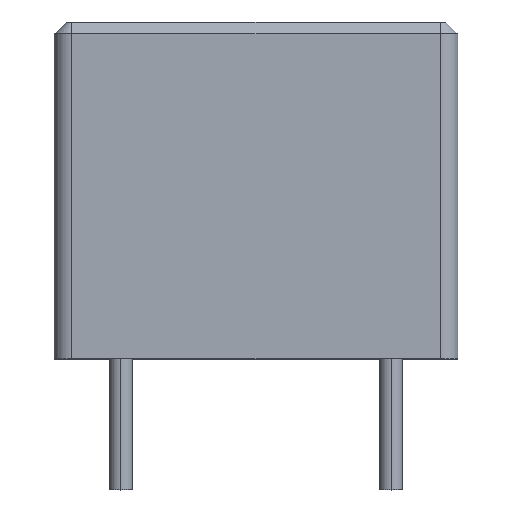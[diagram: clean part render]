
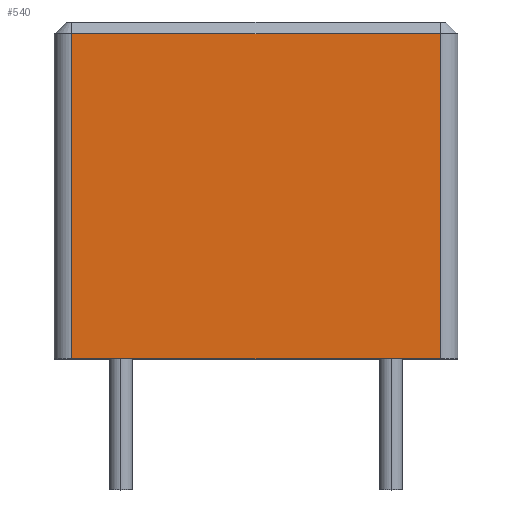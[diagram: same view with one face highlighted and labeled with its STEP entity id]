
A CAD part, top view. The second image highlights one B-rep face of the part: STEP entity #540.
In plain terms, the highlighted planar face has unit normal (0, 0, 1).
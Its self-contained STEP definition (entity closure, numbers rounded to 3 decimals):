
#42 = LINE ( 'NONE', #1038, #2461 ) ;
#56 = EDGE_CURVE ( 'NONE', #964, #405, #1318, .T. ) ;
#188 = CARTESIAN_POINT ( 'NONE',  ( -5.19, 9.175, 5.69 ) ) ;
#279 = AXIS2_PLACEMENT_3D ( 'NONE', #387, #2468, #376 ) ;
#309 = CARTESIAN_POINT ( 'NONE',  ( -5.19, 0., 5.69 ) ) ;
#344 = VERTEX_POINT ( 'NONE', #2134 ) ;
#376 = DIRECTION ( 'NONE',  ( -1., 0., 0. ) ) ;
#387 = CARTESIAN_POINT ( 'NONE',  ( -5.19, 9.5, 5.69 ) ) ;
#399 = VERTEX_POINT ( 'NONE', #2176 ) ;
#405 = VERTEX_POINT ( 'NONE', #833 ) ;
#435 = ORIENTED_EDGE ( 'NONE', *, *, #2000, .F. ) ;
#540 = ADVANCED_FACE ( 'NONE', ( #926 ), #2041, .F. ) ;
#631 = DIRECTION ( 'NONE',  ( 0., -1., 0. ) ) ;
#833 = CARTESIAN_POINT ( 'NONE',  ( 5.19, 0., 5.69 ) ) ;
#926 = FACE_OUTER_BOUND ( 'NONE', #2165, .T. ) ;
#964 = VERTEX_POINT ( 'NONE', #1306 ) ;
#987 = VECTOR ( 'NONE', #2081, 1000. ) ;
#1000 = DIRECTION ( 'NONE',  ( 1., 0., 0. ) ) ;
#1038 = CARTESIAN_POINT ( 'NONE',  ( 5.19, 9.5, 5.69 ) ) ;
#1306 = CARTESIAN_POINT ( 'NONE',  ( -5.19, 0., 5.69 ) ) ;
#1318 = LINE ( 'NONE', #309, #987 ) ;
#1381 = CARTESIAN_POINT ( 'NONE',  ( -5.19, 9.5, 5.69 ) ) ;
#1397 = ORIENTED_EDGE ( 'NONE', *, *, #2004, .T. ) ;
#1439 = ORIENTED_EDGE ( 'NONE', *, *, #1505, .F. ) ;
#1505 = EDGE_CURVE ( 'NONE', #399, #405, #42, .T. ) ;
#1574 = VECTOR ( 'NONE', #1000, 1000. ) ;
#1653 = VECTOR ( 'NONE', #631, 1000. ) ;
#1716 = LINE ( 'NONE', #188, #1574 ) ;
#1813 = LINE ( 'NONE', #1381, #1653 ) ;
#1931 = ORIENTED_EDGE ( 'NONE', *, *, #56, .T. ) ;
#2000 = EDGE_CURVE ( 'NONE', #344, #399, #1716, .T. ) ;
#2004 = EDGE_CURVE ( 'NONE', #344, #964, #1813, .T. ) ;
#2041 = PLANE ( 'NONE',  #279 ) ;
#2081 = DIRECTION ( 'NONE',  ( 1., 0., 0. ) ) ;
#2134 = CARTESIAN_POINT ( 'NONE',  ( -5.19, 9.175, 5.69 ) ) ;
#2165 = EDGE_LOOP ( 'NONE', ( #435, #1397, #1931, #1439 ) ) ;
#2176 = CARTESIAN_POINT ( 'NONE',  ( 5.19, 9.175, 5.69 ) ) ;
#2345 = DIRECTION ( 'NONE',  ( 0., -1., 0. ) ) ;
#2461 = VECTOR ( 'NONE', #2345, 1000. ) ;
#2468 = DIRECTION ( 'NONE',  ( 0., 0., -1. ) ) ;
